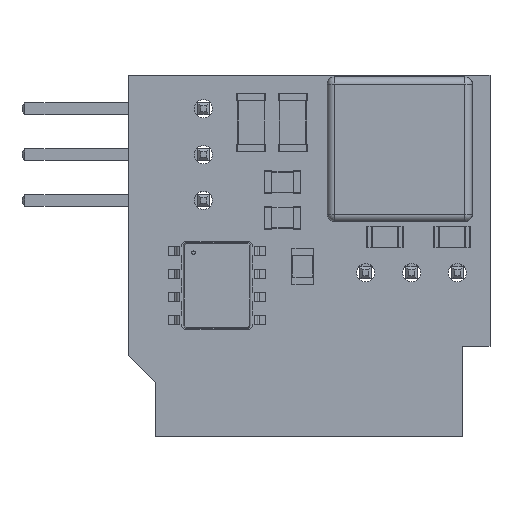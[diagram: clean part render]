
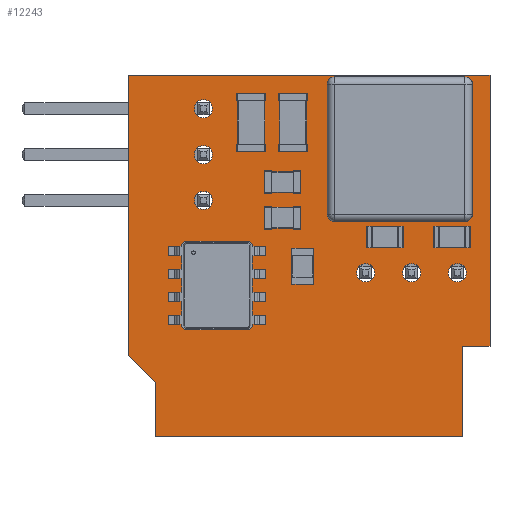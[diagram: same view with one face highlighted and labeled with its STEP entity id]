
A CAD part, top view. The second image highlights one B-rep face of the part: STEP entity #12243.
In plain terms, the highlighted planar face has unit normal (0, 0, 1).
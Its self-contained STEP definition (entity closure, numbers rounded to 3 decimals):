
#11937 = VERTEX_POINT('',#11938);
#11938 = CARTESIAN_POINT('',(20.,-15.,1.606));
#11944 = EDGE_CURVE('',#11937,#11945,#11947,.T.);
#11945 = VERTEX_POINT('',#11946);
#11946 = CARTESIAN_POINT('',(18.5,-15.,1.606));
#11947 = LINE('',#11948,#11949);
#11948 = CARTESIAN_POINT('',(20.,-15.,1.606));
#11949 = VECTOR('',#11950,1.);
#11950 = DIRECTION('',(-1.,0.,0.));
#11977 = VERTEX_POINT('',#11978);
#11978 = CARTESIAN_POINT('',(20.,0.,1.606));
#11984 = EDGE_CURVE('',#11977,#11937,#11985,.T.);
#11985 = LINE('',#11986,#11987);
#11986 = CARTESIAN_POINT('',(20.,0.,1.606));
#11987 = VECTOR('',#11988,1.);
#11988 = DIRECTION('',(0.,-1.,0.));
#12006 = EDGE_CURVE('',#11945,#12007,#12009,.T.);
#12007 = VERTEX_POINT('',#12008);
#12008 = CARTESIAN_POINT('',(18.5,-20.,1.606));
#12009 = LINE('',#12010,#12011);
#12010 = CARTESIAN_POINT('',(18.5,-15.,1.606));
#12011 = VECTOR('',#12012,1.);
#12012 = DIRECTION('',(0.,-1.,0.));
#12243 = ADVANCED_FACE('',(#12244,#12295,#12306,#12317,#12328,#12339,
    #12350,#12361,#12372,#12383,#12394,#12405,#12416,#12427,#12438),
  #12449,.F.);
#12244 = FACE_BOUND('',#12245,.F.);
#12245 = EDGE_LOOP('',(#12246,#12247,#12248,#12256,#12264,#12272,#12280,
    #12288,#12294));
#12246 = ORIENTED_EDGE('',*,*,#11944,.T.);
#12247 = ORIENTED_EDGE('',*,*,#12006,.T.);
#12248 = ORIENTED_EDGE('',*,*,#12249,.T.);
#12249 = EDGE_CURVE('',#12007,#12250,#12252,.T.);
#12250 = VERTEX_POINT('',#12251);
#12251 = CARTESIAN_POINT('',(1.5,-20.,1.606));
#12252 = LINE('',#12253,#12254);
#12253 = CARTESIAN_POINT('',(18.5,-20.,1.606));
#12254 = VECTOR('',#12255,1.);
#12255 = DIRECTION('',(-1.,0.,0.));
#12256 = ORIENTED_EDGE('',*,*,#12257,.T.);
#12257 = EDGE_CURVE('',#12250,#12258,#12260,.T.);
#12258 = VERTEX_POINT('',#12259);
#12259 = CARTESIAN_POINT('',(1.5,-17.,1.606));
#12260 = LINE('',#12261,#12262);
#12261 = CARTESIAN_POINT('',(1.5,-20.,1.606));
#12262 = VECTOR('',#12263,1.);
#12263 = DIRECTION('',(0.,1.,0.));
#12264 = ORIENTED_EDGE('',*,*,#12265,.T.);
#12265 = EDGE_CURVE('',#12258,#12266,#12268,.T.);
#12266 = VERTEX_POINT('',#12267);
#12267 = CARTESIAN_POINT('',(0.,-15.5,1.606));
#12268 = LINE('',#12269,#12270);
#12269 = CARTESIAN_POINT('',(1.5,-17.,1.606));
#12270 = VECTOR('',#12271,1.);
#12271 = DIRECTION('',(-0.707,0.707,0.));
#12272 = ORIENTED_EDGE('',*,*,#12273,.T.);
#12273 = EDGE_CURVE('',#12266,#12274,#12276,.T.);
#12274 = VERTEX_POINT('',#12275);
#12275 = CARTESIAN_POINT('',(0.,-15.,1.606));
#12276 = LINE('',#12277,#12278);
#12277 = CARTESIAN_POINT('',(0.,-15.5,1.606));
#12278 = VECTOR('',#12279,1.);
#12279 = DIRECTION('',(0.,1.,0.));
#12280 = ORIENTED_EDGE('',*,*,#12281,.T.);
#12281 = EDGE_CURVE('',#12274,#12282,#12284,.T.);
#12282 = VERTEX_POINT('',#12283);
#12283 = CARTESIAN_POINT('',(0.,0.,1.606));
#12284 = LINE('',#12285,#12286);
#12285 = CARTESIAN_POINT('',(0.,-15.,1.606));
#12286 = VECTOR('',#12287,1.);
#12287 = DIRECTION('',(0.,1.,0.));
#12288 = ORIENTED_EDGE('',*,*,#12289,.T.);
#12289 = EDGE_CURVE('',#12282,#11977,#12290,.T.);
#12290 = LINE('',#12291,#12292);
#12291 = CARTESIAN_POINT('',(0.,0.,1.606));
#12292 = VECTOR('',#12293,1.);
#12293 = DIRECTION('',(1.,0.,0.));
#12294 = ORIENTED_EDGE('',*,*,#11984,.T.);
#12295 = FACE_BOUND('',#12296,.F.);
#12296 = EDGE_LOOP('',(#12297));
#12297 = ORIENTED_EDGE('',*,*,#12298,.F.);
#12298 = EDGE_CURVE('',#12299,#12299,#12301,.T.);
#12299 = VERTEX_POINT('',#12300);
#12300 = CARTESIAN_POINT('',(18.2,-11.43,1.606));
#12301 = CIRCLE('',#12302,0.5);
#12302 = AXIS2_PLACEMENT_3D('',#12303,#12304,#12305);
#12303 = CARTESIAN_POINT('',(18.2,-10.93,1.606));
#12304 = DIRECTION('',(-0.,0.,-1.));
#12305 = DIRECTION('',(-0.,-1.,0.));
#12306 = FACE_BOUND('',#12307,.F.);
#12307 = EDGE_LOOP('',(#12308));
#12308 = ORIENTED_EDGE('',*,*,#12309,.F.);
#12309 = EDGE_CURVE('',#12310,#12310,#12312,.T.);
#12310 = VERTEX_POINT('',#12311);
#12311 = CARTESIAN_POINT('',(15.66,-11.43,1.606));
#12312 = CIRCLE('',#12313,0.5);
#12313 = AXIS2_PLACEMENT_3D('',#12314,#12315,#12316);
#12314 = CARTESIAN_POINT('',(15.66,-10.93,1.606));
#12315 = DIRECTION('',(-0.,0.,-1.));
#12316 = DIRECTION('',(-0.,-1.,0.));
#12317 = FACE_BOUND('',#12318,.F.);
#12318 = EDGE_LOOP('',(#12319));
#12319 = ORIENTED_EDGE('',*,*,#12320,.F.);
#12320 = EDGE_CURVE('',#12321,#12321,#12323,.T.);
#12321 = VERTEX_POINT('',#12322);
#12322 = CARTESIAN_POINT('',(13.12,-11.43,1.606));
#12323 = CIRCLE('',#12324,0.5);
#12324 = AXIS2_PLACEMENT_3D('',#12325,#12326,#12327);
#12325 = CARTESIAN_POINT('',(13.12,-10.93,1.606));
#12326 = DIRECTION('',(-0.,0.,-1.));
#12327 = DIRECTION('',(-0.,-1.,0.));
#12328 = FACE_BOUND('',#12329,.F.);
#12329 = EDGE_LOOP('',(#12330));
#12330 = ORIENTED_EDGE('',*,*,#12331,.F.);
#12331 = EDGE_CURVE('',#12332,#12332,#12334,.T.);
#12332 = VERTEX_POINT('',#12333);
#12333 = CARTESIAN_POINT('',(5.5,-13.58,1.606));
#12334 = CIRCLE('',#12335,0.15);
#12335 = AXIS2_PLACEMENT_3D('',#12336,#12337,#12338);
#12336 = CARTESIAN_POINT('',(5.5,-13.43,1.606));
#12337 = DIRECTION('',(-0.,0.,-1.));
#12338 = DIRECTION('',(-0.,-1.,0.));
#12339 = FACE_BOUND('',#12340,.F.);
#12340 = EDGE_LOOP('',(#12341));
#12341 = ORIENTED_EDGE('',*,*,#12342,.F.);
#12342 = EDGE_CURVE('',#12343,#12343,#12345,.T.);
#12343 = VERTEX_POINT('',#12344);
#12344 = CARTESIAN_POINT('',(4.3,-13.58,1.606));
#12345 = CIRCLE('',#12346,0.15);
#12346 = AXIS2_PLACEMENT_3D('',#12347,#12348,#12349);
#12347 = CARTESIAN_POINT('',(4.3,-13.43,1.606));
#12348 = DIRECTION('',(-0.,0.,-1.));
#12349 = DIRECTION('',(0.,-1.,0.));
#12350 = FACE_BOUND('',#12351,.F.);
#12351 = EDGE_LOOP('',(#12352));
#12352 = ORIENTED_EDGE('',*,*,#12353,.F.);
#12353 = EDGE_CURVE('',#12354,#12354,#12356,.T.);
#12354 = VERTEX_POINT('',#12355);
#12355 = CARTESIAN_POINT('',(5.5,-12.48,1.606));
#12356 = CIRCLE('',#12357,0.15);
#12357 = AXIS2_PLACEMENT_3D('',#12358,#12359,#12360);
#12358 = CARTESIAN_POINT('',(5.5,-12.33,1.606));
#12359 = DIRECTION('',(-0.,0.,-1.));
#12360 = DIRECTION('',(-0.,-1.,0.));
#12361 = FACE_BOUND('',#12362,.F.);
#12362 = EDGE_LOOP('',(#12363));
#12363 = ORIENTED_EDGE('',*,*,#12364,.F.);
#12364 = EDGE_CURVE('',#12365,#12365,#12367,.T.);
#12365 = VERTEX_POINT('',#12366);
#12366 = CARTESIAN_POINT('',(4.3,-12.48,1.606));
#12367 = CIRCLE('',#12368,0.15);
#12368 = AXIS2_PLACEMENT_3D('',#12369,#12370,#12371);
#12369 = CARTESIAN_POINT('',(4.3,-12.33,1.606));
#12370 = DIRECTION('',(-0.,0.,-1.));
#12371 = DIRECTION('',(0.,-1.,0.));
#12372 = FACE_BOUND('',#12373,.F.);
#12373 = EDGE_LOOP('',(#12374));
#12374 = ORIENTED_EDGE('',*,*,#12375,.F.);
#12375 = EDGE_CURVE('',#12376,#12376,#12378,.T.);
#12376 = VERTEX_POINT('',#12377);
#12377 = CARTESIAN_POINT('',(5.5,-11.18,1.606));
#12378 = CIRCLE('',#12379,0.15);
#12379 = AXIS2_PLACEMENT_3D('',#12380,#12381,#12382);
#12380 = CARTESIAN_POINT('',(5.5,-11.03,1.606));
#12381 = DIRECTION('',(-0.,0.,-1.));
#12382 = DIRECTION('',(-0.,-1.,0.));
#12383 = FACE_BOUND('',#12384,.F.);
#12384 = EDGE_LOOP('',(#12385));
#12385 = ORIENTED_EDGE('',*,*,#12386,.F.);
#12386 = EDGE_CURVE('',#12387,#12387,#12389,.T.);
#12387 = VERTEX_POINT('',#12388);
#12388 = CARTESIAN_POINT('',(4.3,-11.18,1.606));
#12389 = CIRCLE('',#12390,0.15);
#12390 = AXIS2_PLACEMENT_3D('',#12391,#12392,#12393);
#12391 = CARTESIAN_POINT('',(4.3,-11.03,1.606));
#12392 = DIRECTION('',(-0.,0.,-1.));
#12393 = DIRECTION('',(0.,-1.,0.));
#12394 = FACE_BOUND('',#12395,.F.);
#12395 = EDGE_LOOP('',(#12396));
#12396 = ORIENTED_EDGE('',*,*,#12397,.F.);
#12397 = EDGE_CURVE('',#12398,#12398,#12400,.T.);
#12398 = VERTEX_POINT('',#12399);
#12399 = CARTESIAN_POINT('',(5.5,-9.98,1.606));
#12400 = CIRCLE('',#12401,0.15);
#12401 = AXIS2_PLACEMENT_3D('',#12402,#12403,#12404);
#12402 = CARTESIAN_POINT('',(5.5,-9.83,1.606));
#12403 = DIRECTION('',(-0.,0.,-1.));
#12404 = DIRECTION('',(-0.,-1.,0.));
#12405 = FACE_BOUND('',#12406,.F.);
#12406 = EDGE_LOOP('',(#12407));
#12407 = ORIENTED_EDGE('',*,*,#12408,.F.);
#12408 = EDGE_CURVE('',#12409,#12409,#12411,.T.);
#12409 = VERTEX_POINT('',#12410);
#12410 = CARTESIAN_POINT('',(4.3,-9.98,1.606));
#12411 = CIRCLE('',#12412,0.15);
#12412 = AXIS2_PLACEMENT_3D('',#12413,#12414,#12415);
#12413 = CARTESIAN_POINT('',(4.3,-9.83,1.606));
#12414 = DIRECTION('',(-0.,0.,-1.));
#12415 = DIRECTION('',(0.,-1.,0.));
#12416 = FACE_BOUND('',#12417,.F.);
#12417 = EDGE_LOOP('',(#12418));
#12418 = ORIENTED_EDGE('',*,*,#12419,.F.);
#12419 = EDGE_CURVE('',#12420,#12420,#12422,.T.);
#12420 = VERTEX_POINT('',#12421);
#12421 = CARTESIAN_POINT('',(4.15,-7.43,1.606));
#12422 = CIRCLE('',#12423,0.5);
#12423 = AXIS2_PLACEMENT_3D('',#12424,#12425,#12426);
#12424 = CARTESIAN_POINT('',(4.15,-6.93,1.606));
#12425 = DIRECTION('',(-0.,0.,-1.));
#12426 = DIRECTION('',(-0.,-1.,0.));
#12427 = FACE_BOUND('',#12428,.F.);
#12428 = EDGE_LOOP('',(#12429));
#12429 = ORIENTED_EDGE('',*,*,#12430,.F.);
#12430 = EDGE_CURVE('',#12431,#12431,#12433,.T.);
#12431 = VERTEX_POINT('',#12432);
#12432 = CARTESIAN_POINT('',(4.15,-4.89,1.606));
#12433 = CIRCLE('',#12434,0.5);
#12434 = AXIS2_PLACEMENT_3D('',#12435,#12436,#12437);
#12435 = CARTESIAN_POINT('',(4.15,-4.39,1.606));
#12436 = DIRECTION('',(-0.,0.,-1.));
#12437 = DIRECTION('',(-0.,-1.,0.));
#12438 = FACE_BOUND('',#12439,.F.);
#12439 = EDGE_LOOP('',(#12440));
#12440 = ORIENTED_EDGE('',*,*,#12441,.F.);
#12441 = EDGE_CURVE('',#12442,#12442,#12444,.T.);
#12442 = VERTEX_POINT('',#12443);
#12443 = CARTESIAN_POINT('',(4.15,-2.35,1.606));
#12444 = CIRCLE('',#12445,0.5);
#12445 = AXIS2_PLACEMENT_3D('',#12446,#12447,#12448);
#12446 = CARTESIAN_POINT('',(4.15,-1.85,1.606));
#12447 = DIRECTION('',(-0.,0.,-1.));
#12448 = DIRECTION('',(-0.,-1.,0.));
#12449 = PLANE('',#12450);
#12450 = AXIS2_PLACEMENT_3D('',#12451,#12452,#12453);
#12451 = CARTESIAN_POINT('',(10.079,-9.765,1.606));
#12452 = DIRECTION('',(-0.,-0.,-1.));
#12453 = DIRECTION('',(-1.,0.,0.));
